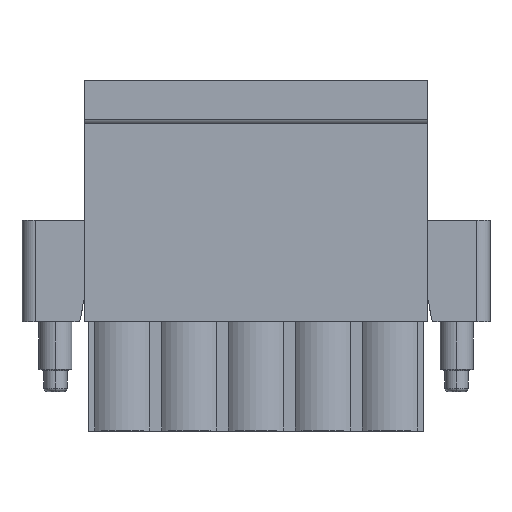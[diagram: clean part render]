
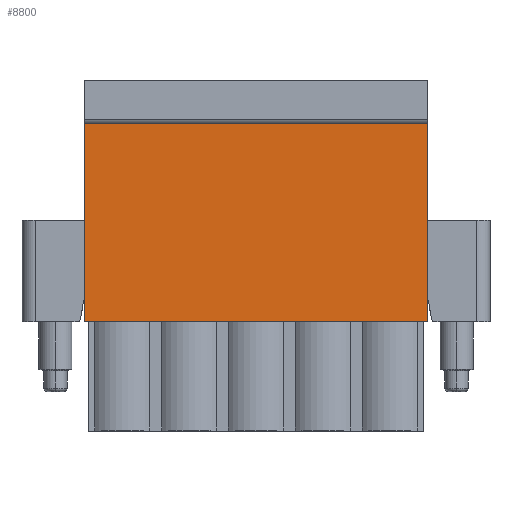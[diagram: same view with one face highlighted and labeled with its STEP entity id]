
A CAD part, top view. The second image highlights one B-rep face of the part: STEP entity #8800.
In plain terms, the highlighted planar face has unit normal (0, 0, 1).
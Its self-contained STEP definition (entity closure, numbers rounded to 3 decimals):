
#13=DIRECTION('',(0.,-1.,0.));
#14=VECTOR('',#13,15.1);
#15=CARTESIAN_POINT('',(0.,9.44,6.96));
#16=LINE('',#15,#14);
#361=DIRECTION('',(-1.,0.,0.));
#362=VECTOR('',#361,26.02);
#363=CARTESIAN_POINT('',(0.,-5.66,6.96));
#364=LINE('',#363,#362);
#1345=DIRECTION('',(0.,-1.,0.));
#1346=VECTOR('',#1345,15.1);
#1347=CARTESIAN_POINT('',(-26.02,9.44,6.96));
#1348=LINE('',#1347,#1346);
#2804=DIRECTION('',(-1.,0.,0.));
#2805=VECTOR('',#2804,26.02);
#2806=CARTESIAN_POINT('',(0.,9.44,6.96));
#2807=LINE('',#2806,#2805);
#4017=CARTESIAN_POINT('',(0.,9.44,6.96));
#4018=CARTESIAN_POINT('',(0.,-5.66,6.96));
#4019=VERTEX_POINT('',#4017);
#4020=VERTEX_POINT('',#4018);
#4063=CARTESIAN_POINT('',(-26.02,9.44,6.96));
#4064=CARTESIAN_POINT('',(-26.02,-5.66,6.96));
#4065=VERTEX_POINT('',#4063);
#4066=VERTEX_POINT('',#4064);
#8789=CARTESIAN_POINT('',(0.,9.44,6.96));
#8790=DIRECTION('',(0.,0.,1.));
#8791=DIRECTION('',(0.,-1.,0.));
#8792=AXIS2_PLACEMENT_3D('',#8789,#8790,#8791);
#8793=PLANE('',#8792);
#8794=ORIENTED_EDGE('',*,*,#5268,.T.);
#8795=ORIENTED_EDGE('',*,*,#5411,.T.);
#8796=ORIENTED_EDGE('',*,*,#6966,.F.);
#8797=ORIENTED_EDGE('',*,*,#8782,.F.);
#8798=EDGE_LOOP('',(#8794,#8795,#8796,#8797));
#8799=FACE_OUTER_BOUND('',#8798,.F.);
#8800=ADVANCED_FACE('',(#8799),#8793,.T.);
#5268=EDGE_CURVE('',#4019,#4020,#16,.T.);
#5411=EDGE_CURVE('',#4020,#4066,#364,.T.);
#6966=EDGE_CURVE('',#4065,#4066,#1348,.T.);
#8782=EDGE_CURVE('',#4019,#4065,#2807,.T.);
